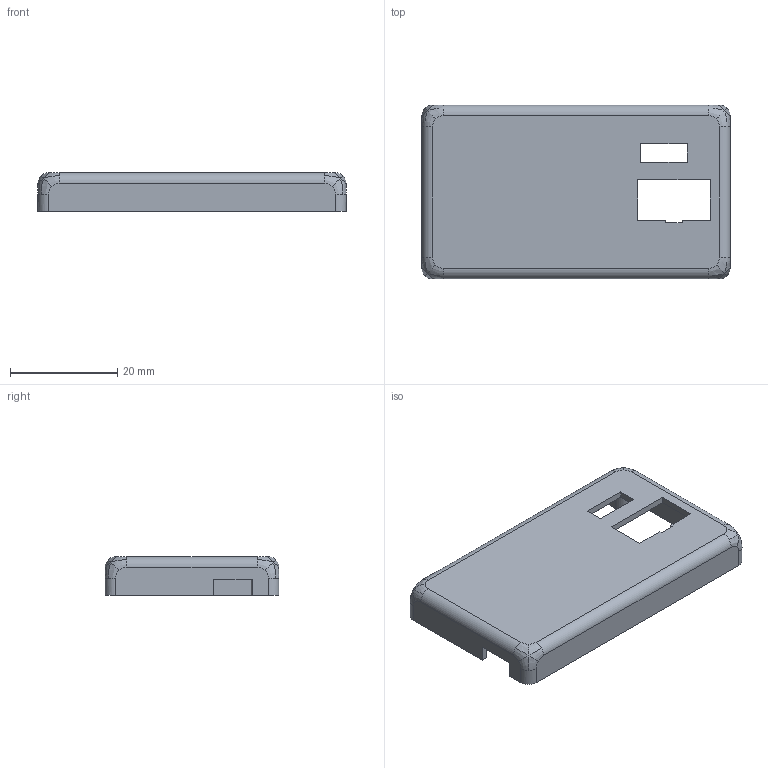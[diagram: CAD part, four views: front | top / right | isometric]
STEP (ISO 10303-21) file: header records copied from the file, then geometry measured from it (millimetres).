
FILE_DESCRIPTION(/* description */ (''),/* implementation_level */ '2;1');
FILE_NAME(/* name */ 'Urchin Enclosure v5.step',/* time_stamp */ '2017-04-03T23:27:23-07:00',/* author */ (''),/* organization */ (''),/* preprocessor_version */ 'ST-DEVELOPER v16.5',/* originating_system */ 'Autodesk Translation Framework v5.2.0.2920',/* authorisation */ '');
FILE_SCHEMA (('AUTOMOTIVE_DESIGN { 1 0 10303 214 3 1 1 }'));
Length unit declared in the file: millimetre
Products named in the file (3): Urchin Enclosure v5; Bottom; Top
Assembly tree (2 placements, depth 2):
  Urchin Enclosure v5
    Bottom
    Top
Bounding box: 57.4 x 32.4 x 7.2 mm (x, y, z)
Volume: 3389.8 mm3; surface area: 5601 mm2
Topology: 1 solids, 1 shells, 67 faces, 183 edges, 118 vertices
Faces by surface type: plane 32, bspline 24, cylinder 11
Entity records: 3029 total; most frequent: CARTESIAN_POINT 1333, ORIENTED_EDGE 366, DIRECTION 313, EDGE_CURVE 183, VERTEX_POINT 118, AXIS2_PLACEMENT_3D 106, LINE 101, VECTOR 101
